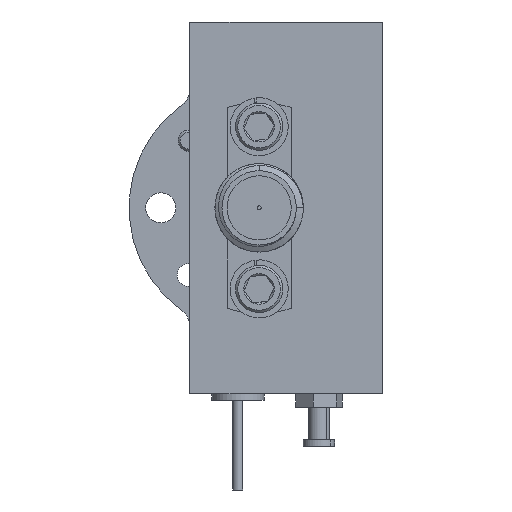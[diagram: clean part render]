
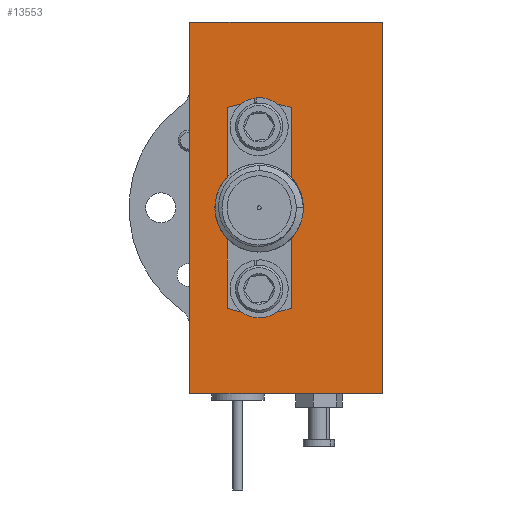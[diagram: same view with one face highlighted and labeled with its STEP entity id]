
A CAD part, left-side view. The second image highlights one B-rep face of the part: STEP entity #13553.
In plain terms, the highlighted planar face has unit normal (-1, 0, 0).
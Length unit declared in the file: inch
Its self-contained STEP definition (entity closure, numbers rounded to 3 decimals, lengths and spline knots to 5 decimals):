
#1323 = EDGE_LOOP ( 'NONE', ( #27273, #2408 ) ) ;
#1873 = EDGE_CURVE ( 'NONE', #32985, #38652, #2890, .T. ) ;
#2365 = CIRCLE ( 'NONE', #14472, 0.039 ) ;
#2390 = FACE_BOUND ( 'NONE', #34250, .T. ) ;
#2408 = ORIENTED_EDGE ( 'NONE', *, *, #15407, .F. ) ;
#2657 = AXIS2_PLACEMENT_3D ( 'NONE', #32789, #29870, #32663 ) ;
#2762 = DIRECTION ( 'NONE',  ( 0., 0., 1. ) ) ;
#2890 = LINE ( 'NONE', #8753, #18157 ) ;
#4218 = DIRECTION ( 'NONE',  ( 1., 0., 0. ) ) ;
#4741 = EDGE_CURVE ( 'NONE', #33335, #26736, #5563, .T. ) ;
#5144 = VERTEX_POINT ( 'NONE', #38366 ) ;
#5157 = CIRCLE ( 'NONE', #2657, 0.035 ) ;
#5563 = CIRCLE ( 'NONE', #14191, 0.035 ) ;
#5801 = CARTESIAN_POINT ( 'NONE',  ( -0.9, 0., -0.55 ) ) ;
#7551 = DIRECTION ( 'NONE',  ( 0., 0., -1. ) ) ;
#7720 = CIRCLE ( 'NONE', #27251, 0.035 ) ;
#8468 = LINE ( 'NONE', #25495, #28953 ) ;
#8753 = CARTESIAN_POINT ( 'NONE',  ( -0.9, 0.57, -0.55 ) ) ;
#8797 = CARTESIAN_POINT ( 'NONE',  ( -0.9, 0.365, 0. ) ) ;
#9663 = EDGE_CURVE ( 'NONE', #13207, #5144, #15423, .T. ) ;
#9859 = CARTESIAN_POINT ( 'NONE',  ( -0.9, 0.365, -0.24 ) ) ;
#10440 = CARTESIAN_POINT ( 'NONE',  ( -0.9, 0., 0.55 ) ) ;
#10651 = CARTESIAN_POINT ( 'NONE',  ( -0.9, 0.57, 0.55 ) ) ;
#11574 = DIRECTION ( 'NONE',  ( 0., -1., 0. ) ) ;
#12806 = CIRCLE ( 'NONE', #21746, 0.035 ) ;
#13207 = VERTEX_POINT ( 'NONE', #32627 ) ;
#13553 = ADVANCED_FACE ( 'NONE', ( #30567, #29100, #20531, #2390 ), #37907, .F. ) ;
#14191 = AXIS2_PLACEMENT_3D ( 'NONE', #35798, #26996, #33120 ) ;
#14472 = AXIS2_PLACEMENT_3D ( 'NONE', #8797, #15029, #2762 ) ;
#15029 = DIRECTION ( 'NONE',  ( -1., 0., 0. ) ) ;
#15034 = EDGE_CURVE ( 'NONE', #38652, #36150, #35222, .T. ) ;
#15407 = EDGE_CURVE ( 'NONE', #29963, #32995, #12806, .T. ) ;
#15423 = CIRCLE ( 'NONE', #37233, 0.039 ) ;
#16612 = CARTESIAN_POINT ( 'NONE',  ( -0.9, 0.365, -0.24 ) ) ;
#18013 = ORIENTED_EDGE ( 'NONE', *, *, #31666, .F. ) ;
#18157 = VECTOR ( 'NONE', #11574, 39.37008 ) ;
#18298 = DIRECTION ( 'NONE',  ( 0., 0., 1. ) ) ;
#18338 = CARTESIAN_POINT ( 'NONE',  ( -0.9, 0.365, -0.205 ) ) ;
#19035 = ORIENTED_EDGE ( 'NONE', *, *, #25541, .F. ) ;
#19685 = DIRECTION ( 'NONE',  ( -1., 0., 0. ) ) ;
#19686 = CARTESIAN_POINT ( 'NONE',  ( -0.9, 0.57, -0.55 ) ) ;
#19912 = CARTESIAN_POINT ( 'NONE',  ( -0.9, 0.365, -0.275 ) ) ;
#20531 = FACE_OUTER_BOUND ( 'NONE', #29650, .T. ) ;
#20574 = CARTESIAN_POINT ( 'NONE',  ( -0.9, 0.365, 0.205 ) ) ;
#21666 = CARTESIAN_POINT ( 'NONE',  ( -0.9, 0.57, 0.55 ) ) ;
#21711 = CARTESIAN_POINT ( 'NONE',  ( -0.9, 0., 0.55 ) ) ;
#21746 = AXIS2_PLACEMENT_3D ( 'NONE', #9859, #24656, #22125 ) ;
#21961 = EDGE_CURVE ( 'NONE', #5144, #13207, #2365, .T. ) ;
#22125 = DIRECTION ( 'NONE',  ( 0., 0., 1. ) ) ;
#23515 = ORIENTED_EDGE ( 'NONE', *, *, #15034, .T. ) ;
#23813 = EDGE_LOOP ( 'NONE', ( #32247, #18013 ) ) ;
#24656 = DIRECTION ( 'NONE',  ( -1., 0., 0. ) ) ;
#24678 = CARTESIAN_POINT ( 'NONE',  ( -0.9, 0.57, 0.55 ) ) ;
#25201 = DIRECTION ( 'NONE',  ( 0., -1., 0. ) ) ;
#25361 = EDGE_CURVE ( 'NONE', #32985, #26408, #38420, .T. ) ;
#25495 = CARTESIAN_POINT ( 'NONE',  ( -0.9, 0.57, 0.55 ) ) ;
#25541 = EDGE_CURVE ( 'NONE', #26408, #36150, #8468, .T. ) ;
#25633 = DIRECTION ( 'NONE',  ( 0., 0., 1. ) ) ;
#25937 = AXIS2_PLACEMENT_3D ( 'NONE', #10651, #4218, #7551 ) ;
#26408 = VERTEX_POINT ( 'NONE', #21666 ) ;
#26736 = VERTEX_POINT ( 'NONE', #20574 ) ;
#26996 = DIRECTION ( 'NONE',  ( -1., 0., 0. ) ) ;
#27251 = AXIS2_PLACEMENT_3D ( 'NONE', #16612, #19685, #38439 ) ;
#27273 = ORIENTED_EDGE ( 'NONE', *, *, #38100, .F. ) ;
#27726 = ORIENTED_EDGE ( 'NONE', *, *, #25361, .F. ) ;
#28953 = VECTOR ( 'NONE', #25201, 39.37008 ) ;
#29100 = FACE_BOUND ( 'NONE', #23813, .T. ) ;
#29650 = EDGE_LOOP ( 'NONE', ( #23515, #19035, #27726, #32852 ) ) ;
#29870 = DIRECTION ( 'NONE',  ( -1., 0., 0. ) ) ;
#29963 = VERTEX_POINT ( 'NONE', #19912 ) ;
#30336 = VECTOR ( 'NONE', #18298, 39.37008 ) ;
#30448 = DIRECTION ( 'NONE',  ( 0., 0., 1. ) ) ;
#30567 = FACE_BOUND ( 'NONE', #1323, .T. ) ;
#30616 = ORIENTED_EDGE ( 'NONE', *, *, #21961, .F. ) ;
#31666 = EDGE_CURVE ( 'NONE', #26736, #33335, #5157, .T. ) ;
#32247 = ORIENTED_EDGE ( 'NONE', *, *, #4741, .F. ) ;
#32473 = CARTESIAN_POINT ( 'NONE',  ( -0.9, 0.365, 0.275 ) ) ;
#32627 = CARTESIAN_POINT ( 'NONE',  ( -0.9, 0.365, 0.039 ) ) ;
#32663 = DIRECTION ( 'NONE',  ( 0., 0., 1. ) ) ;
#32789 = CARTESIAN_POINT ( 'NONE',  ( -0.9, 0.365, 0.24 ) ) ;
#32852 = ORIENTED_EDGE ( 'NONE', *, *, #1873, .T. ) ;
#32985 = VERTEX_POINT ( 'NONE', #19686 ) ;
#32995 = VERTEX_POINT ( 'NONE', #18338 ) ;
#33120 = DIRECTION ( 'NONE',  ( 0., 0., 1. ) ) ;
#33335 = VERTEX_POINT ( 'NONE', #32473 ) ;
#33503 = DIRECTION ( 'NONE',  ( -1., 0., 0. ) ) ;
#33734 = ORIENTED_EDGE ( 'NONE', *, *, #9663, .F. ) ;
#34250 = EDGE_LOOP ( 'NONE', ( #33734, #30616 ) ) ;
#35222 = LINE ( 'NONE', #10440, #38053 ) ;
#35798 = CARTESIAN_POINT ( 'NONE',  ( -0.9, 0.365, 0.24 ) ) ;
#36150 = VERTEX_POINT ( 'NONE', #21711 ) ;
#36795 = CARTESIAN_POINT ( 'NONE',  ( -0.9, 0.365, 0. ) ) ;
#37233 = AXIS2_PLACEMENT_3D ( 'NONE', #36795, #33503, #30448 ) ;
#37907 = PLANE ( 'NONE',  #25937 ) ;
#38053 = VECTOR ( 'NONE', #25633, 39.37008 ) ;
#38100 = EDGE_CURVE ( 'NONE', #32995, #29963, #7720, .T. ) ;
#38366 = CARTESIAN_POINT ( 'NONE',  ( -0.9, 0.365, -0.039 ) ) ;
#38420 = LINE ( 'NONE', #24678, #30336 ) ;
#38439 = DIRECTION ( 'NONE',  ( 0., 0., 1. ) ) ;
#38652 = VERTEX_POINT ( 'NONE', #5801 ) ;
